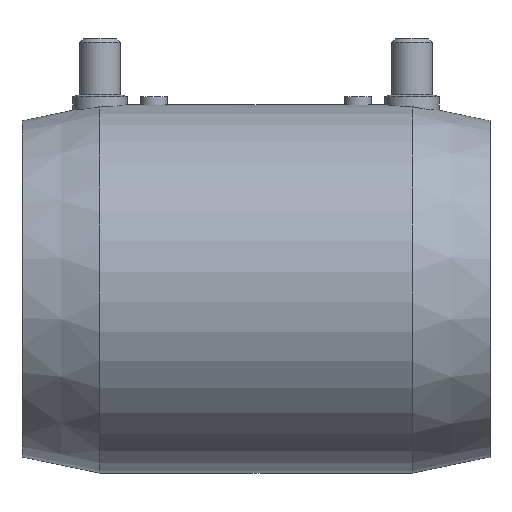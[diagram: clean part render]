
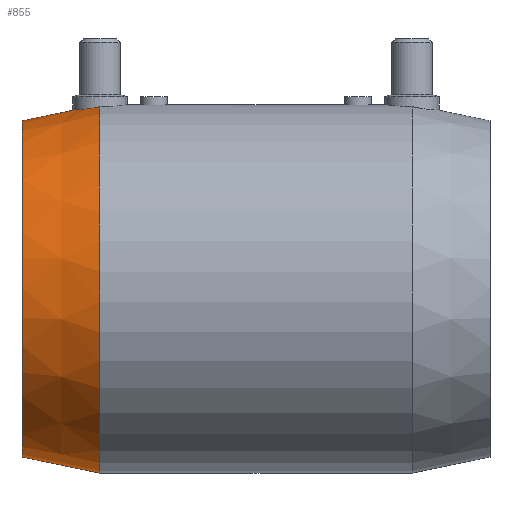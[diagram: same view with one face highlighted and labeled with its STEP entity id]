
A CAD part, top view. The second image highlights one B-rep face of the part: STEP entity #855.
In plain terms, the highlighted conical face has half-angle 11.628 degrees and reference radius 52.125 mm.
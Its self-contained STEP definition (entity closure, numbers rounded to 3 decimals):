
#483 = EDGE_CURVE( '', #695, #1035, #1209, .T. );
#645 = VERTEX_POINT( '', #1387 );
#695 = VERTEX_POINT( '', #1445 );
#755 = VERTEX_POINT( '', #1513 );
#853 = VERTEX_POINT( '', #1623 );
#855 = ADVANCED_FACE( '', ( #1625 ), #1626, .T. );
#901 = EDGE_CURVE( '', #853, #695, #1677, .T. );
#945 = EDGE_CURVE( '', #1035, #645, #1725, .T. );
#959 = EDGE_CURVE( '', #853, #755, #1741, .T. );
#1035 = VERTEX_POINT( '', #1825 );
#1059 = EDGE_CURVE( '', #645, #755, #1853, .T. );
#1209 = CIRCLE( '', #2169, 54.5 );
#1387 = CARTESIAN_POINT( '', ( -55.917, 52.854, 0. ) );
#1445 = CARTESIAN_POINT( '', ( -47.917, -54.5, 0. ) );
#1513 = CARTESIAN_POINT( '', ( -71., 49.75, 0. ) );
#1623 = CARTESIAN_POINT( '', ( -71., -49.75, 0. ) );
#1625 = FACE_OUTER_BOUND( '', #2794, .T. );
#1626 = CONICAL_SURFACE( '', #2795, 52.125, 0.203 );
#1677 = LINE( '', #2863, #2864 );
#1725 = B_SPLINE_CURVE_WITH_KNOTS( '', 3, ( #2995, #2996, #2997, #2998, #2999, #3000, #3001, #3002, #3003, #3004, #3005, #3006, #3007, #3008, #3009, #3010, #3011, #3012, #3013, #3014, #3015, #3016, #3017, #3018, #3019, #3020, #3021, #3022, #3023, #3024, #3025, #3026, #3027, #3028, #3029, #3030, #3031, #3032 ), .UNSPECIFIED., .F., .F., ( 4, 2, 2, 2, 2, 2, 2, 2, 2, 2, 2, 2, 2, 2, 2, 2, 2, 2, 4 ), ( 6.792, 7.038, 8.531, 10.024, 11.518, 13.011, 14.486, 15.962, 17.438, 18.913, 20.389, 21.864, 23.34, 24.815, 26.309, 27.802, 29.295, 30.789, 31.034 ), .UNSPECIFIED. );
#1741 = CIRCLE( '', #3059, 49.75 );
#1825 = CARTESIAN_POINT( '', ( -47.917, 53.91, 8. ) );
#1853 = LINE( '', #3300, #3301 );
#2169 = AXIS2_PLACEMENT_3D( '', #3452, #3453, #3454 );
#2794 = EDGE_LOOP( '', ( #3977, #3978, #3979, #3980, #3981 ) );
#2795 = AXIS2_PLACEMENT_3D( '', #3982, #3983, #3984 );
#2863 = CARTESIAN_POINT( '', ( -59.458, -52.125, 0. ) );
#2864 = VECTOR( '', #4043, 1. );
#2995 = CARTESIAN_POINT( '', ( -47.917, 53.91, 8. ) );
#2996 = CARTESIAN_POINT( '', ( -47.998, 53.893, 8. ) );
#2997 = CARTESIAN_POINT( '', ( -48.078, 53.876, 7.999 ) );
#2998 = CARTESIAN_POINT( '', ( -48.646, 53.761, 7.982 ) );
#2999 = CARTESIAN_POINT( '', ( -49.151, 53.665, 7.921 ) );
#3000 = CARTESIAN_POINT( '', ( -50.156, 53.488, 7.697 ) );
#3001 = CARTESIAN_POINT( '', ( -50.656, 53.408, 7.535 ) );
#3002 = CARTESIAN_POINT( '', ( -51.616, 53.266, 7.113 ) );
#3003 = CARTESIAN_POINT( '', ( -52.077, 53.205, 6.853 ) );
#3004 = CARTESIAN_POINT( '', ( -52.928, 53.102, 6.258 ) );
#3005 = CARTESIAN_POINT( '', ( -53.319, 53.06, 5.922 ) );
#3006 = CARTESIAN_POINT( '', ( -54.005, 52.992, 5.212 ) );
#3007 = CARTESIAN_POINT( '', ( -54.326, 52.964, 4.815 ) );
#3008 = CARTESIAN_POINT( '', ( -54.891, 52.919, 3.953 ) );
#3009 = CARTESIAN_POINT( '', ( -55.135, 52.902, 3.488 ) );
#3010 = CARTESIAN_POINT( '', ( -55.528, 52.876, 2.519 ) );
#3011 = CARTESIAN_POINT( '', ( -55.676, 52.867, 2.014 ) );
#3012 = CARTESIAN_POINT( '', ( -55.871, 52.856, 1.001 ) );
#3013 = CARTESIAN_POINT( '', ( -55.917, 52.854, 0.492 ) );
#3014 = CARTESIAN_POINT( '', ( -55.917, 52.854, -0.492 ) );
#3015 = CARTESIAN_POINT( '', ( -55.871, 52.856, -1.001 ) );
#3016 = CARTESIAN_POINT( '', ( -55.676, 52.867, -2.014 ) );
#3017 = CARTESIAN_POINT( '', ( -55.528, 52.876, -2.519 ) );
#3018 = CARTESIAN_POINT( '', ( -55.135, 52.902, -3.488 ) );
#3019 = CARTESIAN_POINT( '', ( -54.891, 52.919, -3.953 ) );
#3020 = CARTESIAN_POINT( '', ( -54.326, 52.964, -4.815 ) );
#3021 = CARTESIAN_POINT( '', ( -54.005, 52.992, -5.212 ) );
#3022 = CARTESIAN_POINT( '', ( -53.319, 53.06, -5.922 ) );
#3023 = CARTESIAN_POINT( '', ( -52.928, 53.102, -6.258 ) );
#3024 = CARTESIAN_POINT( '', ( -52.077, 53.205, -6.853 ) );
#3025 = CARTESIAN_POINT( '', ( -51.616, 53.266, -7.113 ) );
#3026 = CARTESIAN_POINT( '', ( -50.656, 53.408, -7.535 ) );
#3027 = CARTESIAN_POINT( '', ( -50.156, 53.488, -7.697 ) );
#3028 = CARTESIAN_POINT( '', ( -49.151, 53.665, -7.921 ) );
#3029 = CARTESIAN_POINT( '', ( -48.646, 53.761, -7.982 ) );
#3030 = CARTESIAN_POINT( '', ( -48.078, 53.876, -7.999 ) );
#3031 = CARTESIAN_POINT( '', ( -47.998, 53.893, -8. ) );
#3032 = CARTESIAN_POINT( '', ( -47.917, 53.91, -8. ) );
#3059 = AXIS2_PLACEMENT_3D( '', #4125, #4126, #4127 );
#3300 = CARTESIAN_POINT( '', ( -59.458, 52.125, 0. ) );
#3301 = VECTOR( '', #4235, 1. );
#3452 = CARTESIAN_POINT( '', ( -47.917, 0., 0. ) );
#3453 = DIRECTION( '', ( -1., 0., 0. ) );
#3454 = DIRECTION( '', ( 0., 1., 0. ) );
#3977 = ORIENTED_EDGE( '', *, *, #1059, .T. );
#3978 = ORIENTED_EDGE( '', *, *, #959, .F. );
#3979 = ORIENTED_EDGE( '', *, *, #901, .T. );
#3980 = ORIENTED_EDGE( '', *, *, #483, .T. );
#3981 = ORIENTED_EDGE( '', *, *, #945, .T. );
#3982 = CARTESIAN_POINT( '', ( -59.458, 0., 0. ) );
#3983 = DIRECTION( '', ( 1., 0., 0. ) );
#3984 = DIRECTION( '', ( 0., 1., 0. ) );
#4043 = DIRECTION( '', ( 0.979, -0.202, 0. ) );
#4125 = CARTESIAN_POINT( '', ( -71., 0., 0. ) );
#4126 = DIRECTION( '', ( -1., 0., 0. ) );
#4127 = DIRECTION( '', ( 0., 1., 0. ) );
#4235 = DIRECTION( '', ( -0.979, -0.202, 0. ) );
